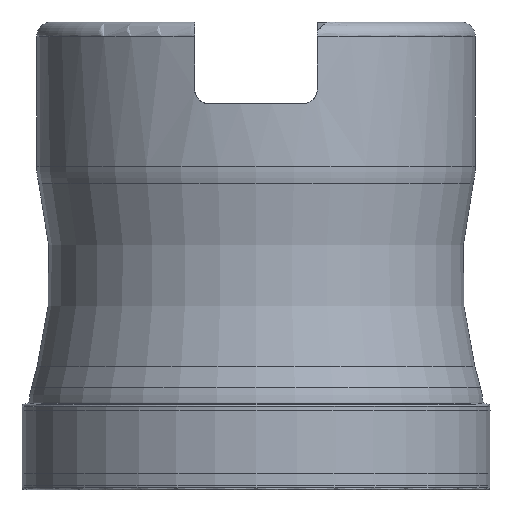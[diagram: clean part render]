
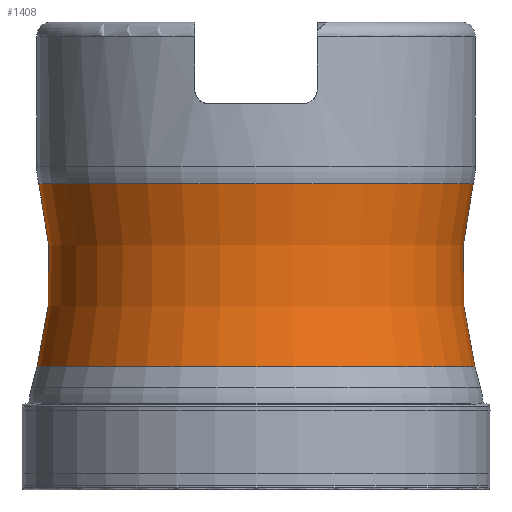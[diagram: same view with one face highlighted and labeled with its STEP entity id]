
A CAD part, left-side view. The second image highlights one B-rep face of the part: STEP entity #1408.
In plain terms, the highlighted toroidal (fillet/blend) face has major radius 39.114 mm and minor radius 25 mm.
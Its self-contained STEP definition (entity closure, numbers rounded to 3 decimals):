
#73=CARTESIAN_POINT('',(0.,0.,11.066));
#74=DIRECTION('',(0.,0.,1.));
#75=DIRECTION('',(0.,-1.,0.));
#76=AXIS2_PLACEMENT_3D('',#73,#74,#75);
#89=CARTESIAN_POINT('',(0.,39.114,17.097));
#90=DIRECTION('',(-1.,0.,0.));
#91=DIRECTION('',(0.,-0.97,-0.241));
#92=AXIS2_PLACEMENT_3D('',#89,#90,#91);
#97=CARTESIAN_POINT('',(0.,-39.114,17.097));
#98=DIRECTION('',(1.,0.,0.));
#99=DIRECTION('',(0.,0.97,-0.241));
#100=AXIS2_PLACEMENT_3D('',#97,#98,#99);
#998=CARTESIAN_POINT('',(0.,0.,23.568));
#999=DIRECTION('',(0.,0.,-1.));
#1000=DIRECTION('',(0.,1.,0.));
#1001=AXIS2_PLACEMENT_3D('',#998,#999,#1000);
#1315=CARTESIAN_POINT('',(0.,14.966,23.568));
#1316=CARTESIAN_POINT('',(0.,-14.966,23.568));
#1317=VERTEX_POINT('',#1315);
#1318=VERTEX_POINT('',#1316);
#1319=CARTESIAN_POINT('',(0.,14.852,11.066));
#1320=CARTESIAN_POINT('',(0.,-14.852,11.066));
#1321=VERTEX_POINT('',#1319);
#1322=VERTEX_POINT('',#1320);
#1394=CARTESIAN_POINT('',(0.,0.,17.097));
#1395=DIRECTION('',(0.,0.,-1.));
#1396=DIRECTION('',(0.,-1.,0.));
#1397=AXIS2_PLACEMENT_3D('',#1394,#1395,#1396);
#1398=TOROIDAL_SURFACE('',#1397,39.114,25.);
#1399=ORIENTED_EDGE('',*,*,#1384,.F.);
#1401=ORIENTED_EDGE('',*,*,#1400,.T.);
#1403=ORIENTED_EDGE('',*,*,#1402,.F.);
#1405=ORIENTED_EDGE('',*,*,#1404,.F.);
#1406=EDGE_LOOP('',(#1399,#1401,#1403,#1405));
#1407=FACE_OUTER_BOUND('',#1406,.F.);
#1408=ADVANCED_FACE('',(#1407),#1398,.F.);
#77=CIRCLE('',#76,14.852);
#93=CIRCLE('',#92,25.);
#101=CIRCLE('',#100,25.);
#1002=CIRCLE('',#1001,14.966);
#1384=EDGE_CURVE('',#1322,#1321,#77,.T.);
#1400=EDGE_CURVE('',#1322,#1318,#101,.T.);
#1402=EDGE_CURVE('',#1317,#1318,#1002,.T.);
#1404=EDGE_CURVE('',#1321,#1317,#93,.T.);
